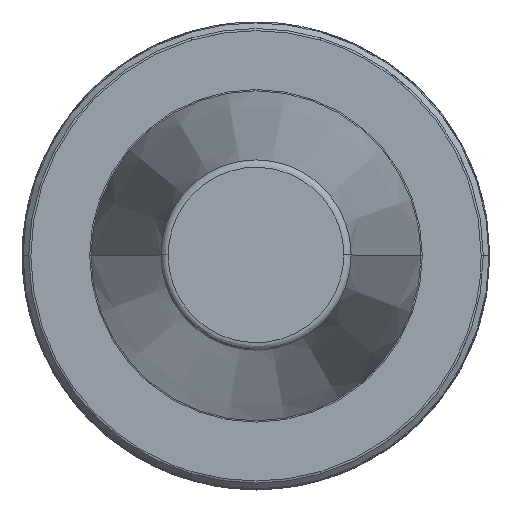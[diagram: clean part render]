
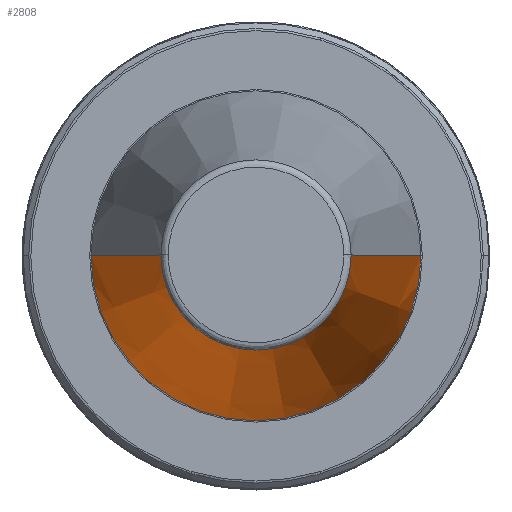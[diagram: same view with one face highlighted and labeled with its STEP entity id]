
A CAD part, top view. The second image highlights one B-rep face of the part: STEP entity #2808.
In plain terms, the highlighted conical face has half-angle 8.297 degrees and reference radius 12.812 mm.
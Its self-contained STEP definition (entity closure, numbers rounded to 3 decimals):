
#32 = DIRECTION ( 'NONE',  ( 0., 0., 1. ) ) ;
#82 = AXIS2_PLACEMENT_3D ( 'NONE', #2282, #2283, #2256 ) ;
#91 = CARTESIAN_POINT ( 'NONE',  ( 0., 0., 64.544 ) ) ;
#93 = CARTESIAN_POINT ( 'NONE',  ( 22.225, 0., 0. ) ) ;
#115 = DIRECTION ( 'NONE',  ( 1., 0., 0. ) ) ;
#289 = VECTOR ( 'NONE', #3393, 1000. ) ;
#297 = VECTOR ( 'NONE', #2423, 1000. ) ;
#304 = LINE ( 'NONE', #3728, #297 ) ;
#372 = LINE ( 'NONE', #1402, #289 ) ;
#378 = CARTESIAN_POINT ( 'NONE',  ( -22.225, 0., 0. ) ) ;
#476 = DIRECTION ( 'NONE',  ( 0., 0., 1. ) ) ;
#509 = CARTESIAN_POINT ( 'NONE',  ( 0., 0., 0. ) ) ;
#513 = DIRECTION ( 'NONE',  ( -1., 0., 0. ) ) ;
#680 = EDGE_CURVE ( 'NONE', #2846, #1573, #731, .T. ) ;
#685 = CIRCLE ( 'NONE', #2419, 22.225 ) ;
#699 = EDGE_CURVE ( 'NONE', #2146, #2093, #685, .T. ) ;
#731 = CIRCLE ( 'NONE', #2816, 12.812 ) ;
#1025 = EDGE_CURVE ( 'NONE', #1573, #2093, #304, .T. ) ;
#1050 = EDGE_CURVE ( 'NONE', #2846, #2146, #372, .T. ) ;
#1383 = EDGE_LOOP ( 'NONE', ( #2971, #3037, #3053, #3090 ) ) ;
#1402 = CARTESIAN_POINT ( 'NONE',  ( -12.812, 0., 64.544 ) ) ;
#1573 = VERTEX_POINT ( 'NONE', #3446 ) ;
#2093 = VERTEX_POINT ( 'NONE', #93 ) ;
#2146 = VERTEX_POINT ( 'NONE', #378 ) ;
#2233 = FACE_OUTER_BOUND ( 'NONE', #1383, .T. ) ;
#2256 = DIRECTION ( 'NONE',  ( -1., 0., 0. ) ) ;
#2276 = CONICAL_SURFACE ( 'NONE', #82, 12.812, 0.145 ) ;
#2282 = CARTESIAN_POINT ( 'NONE',  ( 0., 0., 64.544 ) ) ;
#2283 = DIRECTION ( 'NONE',  ( 0., 0., -1. ) ) ;
#2395 = CARTESIAN_POINT ( 'NONE',  ( -12.812, 0., 64.544 ) ) ;
#2419 = AXIS2_PLACEMENT_3D ( 'NONE', #509, #476, #115 ) ;
#2423 = DIRECTION ( 'NONE',  ( 0.144, 0., -0.99 ) ) ;
#2808 = ADVANCED_FACE ( 'NONE', ( #2233 ), #2276, .T. ) ;
#2816 = AXIS2_PLACEMENT_3D ( 'NONE', #91, #32, #513 ) ;
#2846 = VERTEX_POINT ( 'NONE', #2395 ) ;
#2971 = ORIENTED_EDGE ( 'NONE', *, *, #1025, .F. ) ;
#3037 = ORIENTED_EDGE ( 'NONE', *, *, #680, .F. ) ;
#3053 = ORIENTED_EDGE ( 'NONE', *, *, #1050, .T. ) ;
#3090 = ORIENTED_EDGE ( 'NONE', *, *, #699, .T. ) ;
#3393 = DIRECTION ( 'NONE',  ( -0.144, 0., -0.99 ) ) ;
#3446 = CARTESIAN_POINT ( 'NONE',  ( 12.812, 0., 64.544 ) ) ;
#3728 = CARTESIAN_POINT ( 'NONE',  ( 12.812, 0., 64.544 ) ) ;
